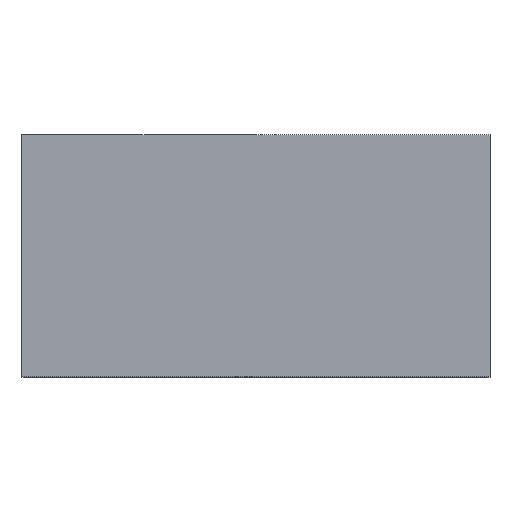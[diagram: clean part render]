
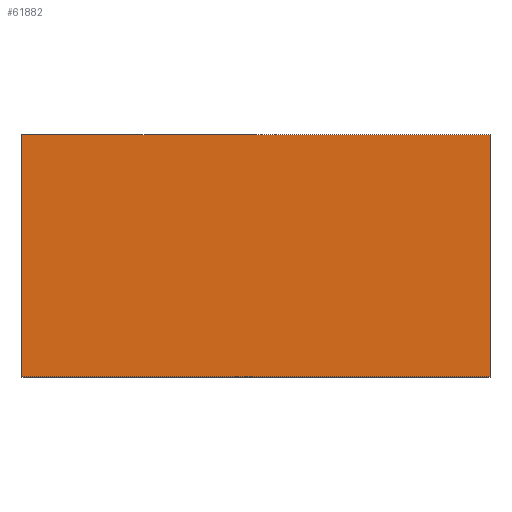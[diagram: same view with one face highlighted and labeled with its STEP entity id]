
A CAD part, top view. The second image highlights one B-rep face of the part: STEP entity #61882.
In plain terms, the highlighted planar face has unit normal (0, 0, 1).
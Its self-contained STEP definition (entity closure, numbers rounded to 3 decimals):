
#2204=ORIENTED_EDGE('',*,*,#15847,.T.);
#2205=ORIENTED_EDGE('',*,*,#15848,.F.);
#2206=ORIENTED_EDGE('',*,*,#14446,.F.);
#2207=ORIENTED_EDGE('',*,*,#15846,.T.);
#14446=EDGE_CURVE('',#21271,#21272,#25821,.T.);
#15846=EDGE_CURVE('',#21271,#22667,#27221,.T.);
#15847=EDGE_CURVE('',#22667,#22668,#27222,.T.);
#15848=EDGE_CURVE('',#21272,#22668,#27223,.T.);
#21271=VERTEX_POINT('',#79507);
#21272=VERTEX_POINT('',#79509);
#22667=VERTEX_POINT('',#82307);
#22668=VERTEX_POINT('',#82311);
#25821=LINE('',#79508,#32646);
#27221=LINE('',#82308,#34046);
#27222=LINE('',#82310,#34047);
#27223=LINE('',#82312,#34048);
#32646=VECTOR('',#67285,1000.);
#34046=VECTOR('',#68693,1000.);
#34047=VECTOR('',#68696,1000.);
#34048=VECTOR('',#68697,1000.);
#38731=EDGE_LOOP('',(#2204,#2205,#2206,#2207));
#41076=FACE_BOUND('',#38731,.T.);
#43391=PLANE('',#64198);
#61882=ADVANCED_FACE('',(#41076),#43391,.F.);
#64198=AXIS2_PLACEMENT_3D('',#82309,#68694,#68695);
#67285=DIRECTION('',(-1.,0.,0.));
#68693=DIRECTION('',(0.,1.,0.));
#68694=DIRECTION('',(0.,0.,-1.));
#68695=DIRECTION('',(-1.,0.,0.));
#68696=DIRECTION('',(-1.,0.,0.));
#68697=DIRECTION('',(0.,1.,0.));
#79507=CARTESIAN_POINT('',(5.8,-3.,10.16));
#79508=CARTESIAN_POINT('',(5.8,-3.,10.16));
#79509=CARTESIAN_POINT('',(-5.8,-3.,10.16));
#82307=CARTESIAN_POINT('',(5.8,3.,10.16));
#82308=CARTESIAN_POINT('',(5.8,-3.,10.16));
#82309=CARTESIAN_POINT('',(5.8,-3.,10.16));
#82310=CARTESIAN_POINT('',(5.8,3.,10.16));
#82311=CARTESIAN_POINT('',(-5.8,3.,10.16));
#82312=CARTESIAN_POINT('',(-5.8,-3.,10.16));
